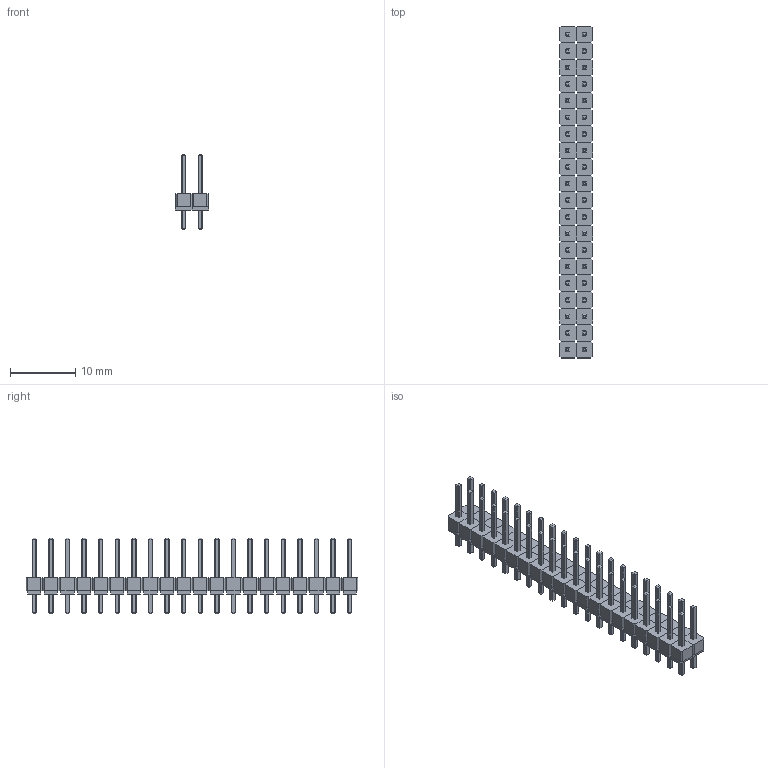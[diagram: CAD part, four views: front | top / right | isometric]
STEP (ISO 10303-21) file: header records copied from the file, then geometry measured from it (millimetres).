
FILE_DESCRIPTION(('FreeCAD Model'),'2;1');
FILE_NAME('Open CASCADE Shape Model','2024-02-08T14:42:17',(''),(''), 'Open CASCADE STEP processor 7.5','FreeCAD','Unknown');
FILE_SCHEMA(('AUTOMOTIVE_DESIGN { 1 0 10303 214 1 1 1 1 }'));
Length unit declared in the file: millimetre
Products named in the file (1): header
Bounding box: 5.08 x 50.8 x 11.54 mm (x, y, z)
Volume: 818.4 mm3; surface area: 2638 mm2
Topology: 80 solids, 80 shells, 1680 faces, 3600 edges, 2080 vertices
Faces by surface type: plane 1680
Entity records: 55461 total; most frequent: CARTESIAN_POINT 7361, ORIENTED_EDGE 7200, DIRECTION 6962, EDGE_CURVE 3600, LINE 3600, VECTOR 3600, VERTEX_POINT 2080, PRESENTATION_STYLE_ASSIGNMENT 1760
